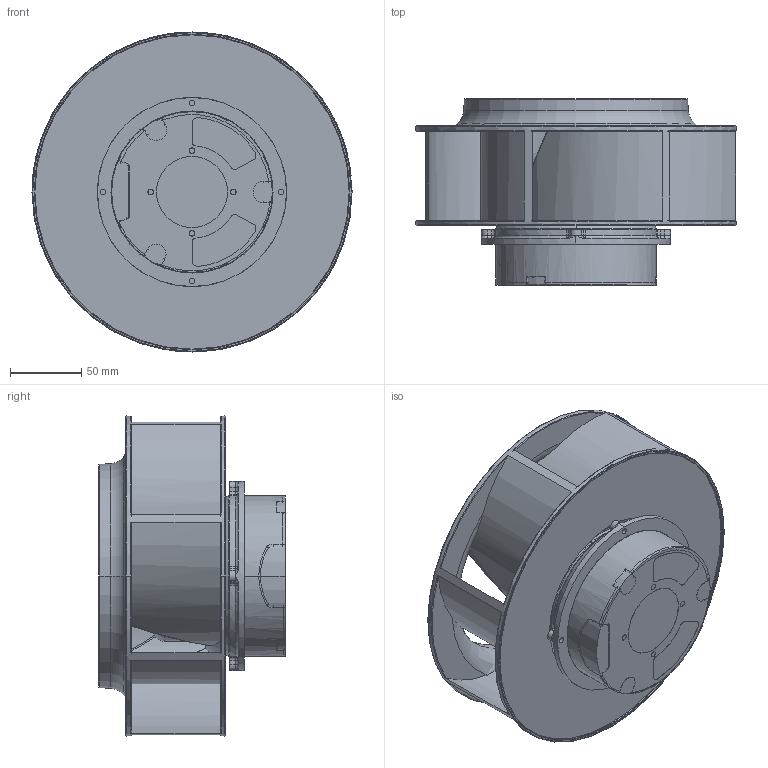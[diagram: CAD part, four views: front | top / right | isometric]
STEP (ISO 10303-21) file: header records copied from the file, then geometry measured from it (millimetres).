
FILE_DESCRIPTION((''),'2;1');
FILE_NAME('ASM0005_ASM','2016-06-13T',('Administrator'),(''),'PRO/ENGINEER BY PARAMETRIC TECHNOLOGY CORPORATION, 2010280','PRO/ENGINEER BY PARAMETRIC TECHNOLOGY CORPORATION, 2010280','');
FILE_SCHEMA(('CONFIG_CONTROL_DESIGN'));
Length unit declared in the file: millimetre
Products named in the file (5): DIZUO-2; DIGAI; TIEKE-2; PRT0014; ASM0005_ASM
Assembly tree (4 placements, depth 2):
  ASM0005_ASM
    DIZUO-2
    DIGAI
    TIEKE-2
    PRT0014
Bounding box: 225.2 x 131 x 225.2 mm (x, y, z)
Volume: 183571.5 mm3; surface area: 389368.7 mm2
Topology: 3 solids, 6 shells, 697 faces, 1812 edges, 1154 vertices
Faces by surface type: cylinder 256, plane 211, torus 123, bspline 55, cone 47, sphere 5
Entity records: 24290 total; most frequent: CARTESIAN_POINT 6951, DIRECTION 3739, ORIENTED_EDGE 3605, EDGE_CURVE 1812, AXIS2_PLACEMENT_3D 1549, VERTEX_POINT 1154, CIRCLE 896, EDGE_LOOP 777
